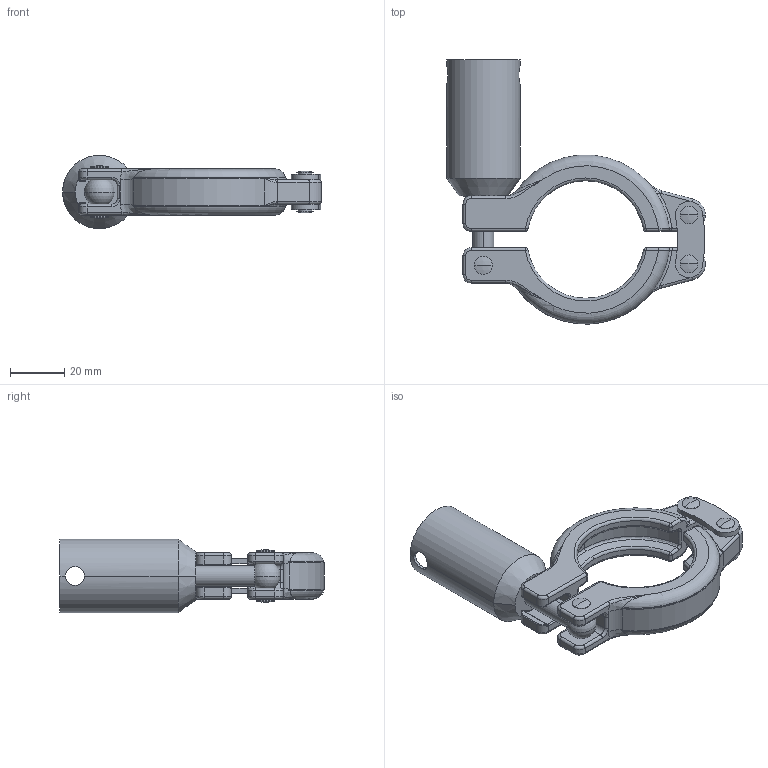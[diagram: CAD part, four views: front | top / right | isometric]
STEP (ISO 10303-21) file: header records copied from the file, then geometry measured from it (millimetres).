
FILE_DESCRIPTION (( 'STEP AP214' ), '1' );
FILE_NAME ('CL.SAFS.0100 BLOCK.STEP', '2019-04-16T14:29:57', ( '' ), ( '' ), 'SwSTEP 2.0', 'SolidWorks 2019', '' );
FILE_SCHEMA (( 'AUTOMOTIVE_DESIGN' ));
Length unit declared in the file: millimetre
Products named in the file (1): CL.SAFS.0100 BLOCK
Bounding box: 95.06 x 97.09 x 27 mm (x, y, z)
Volume: 38164.2 mm3; surface area: 24003.2 mm2
Topology: 3 solids, 3 shells, 383 faces, 902 edges, 513 vertices
Faces by surface type: cylinder 155, torus 74, plane 56, bspline 46, sphere 36, cone 16
Entity records: 13248 total; most frequent: CARTESIAN_POINT 4608, DIRECTION 1924, ORIENTED_EDGE 1754, EDGE_CURVE 877, AXIS2_PLACEMENT_3D 830, VERTEX_POINT 512, CIRCLE 492, EDGE_LOOP 409
